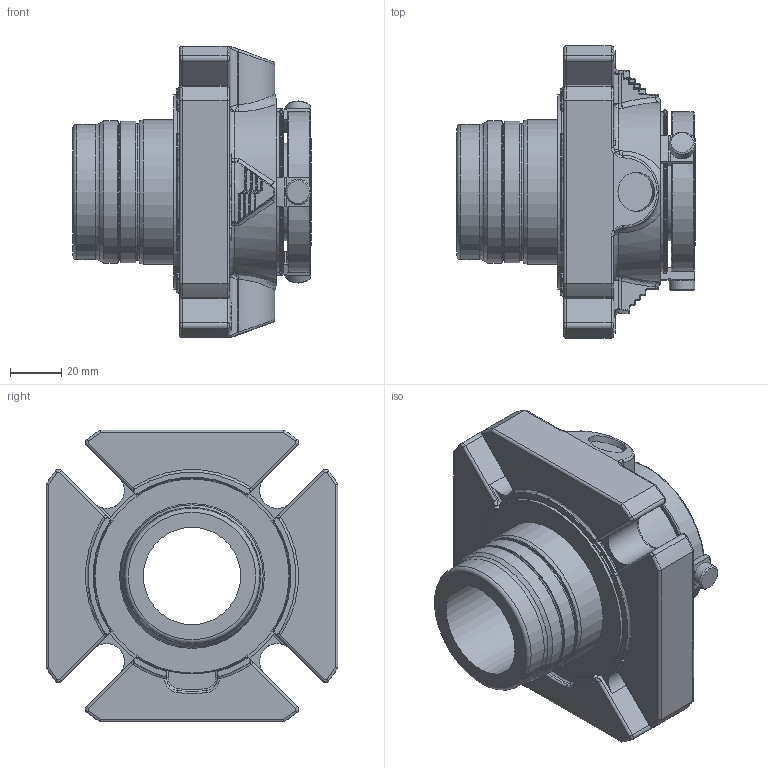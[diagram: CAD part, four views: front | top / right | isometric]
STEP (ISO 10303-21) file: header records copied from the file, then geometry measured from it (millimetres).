
FILE_DESCRIPTION(/* description */ ('Unknown'),/* implementation_level */ '2;1');
FILE_NAME(/* name */ '1.5',/* time_stamp */ '2023-01-30T12:45:47+00:00',/* author */ ('Unknown'),/* organization */ ('Unknown'),/* preprocessor_version */ 'ST-DEVELOPER v16.7',/* originating_system */ 'Solid Edge',/* authorisation */ 'Unknown');
FILE_SCHEMA (('AUTOMOTIVE_DESIGN {1 0 10303 214 3 1 1}'));
Length unit declared in the file: millimetre
Products named in the file (1): 1.5
Bounding box: 93.24 x 114.3 x 114.3 mm (x, y, z)
Volume: 343986 mm3; surface area: 66968.4 mm2
Topology: 1 solids, 1 shells, 1015 faces, 2576 edges, 1589 vertices
Faces by surface type: cylinder 361, plane 300, bspline 167, torus 120, sphere 35, cone 32
Full cylindrical faces by diameter (mm): 4.837 x2, 10 x3, 15.342 x2, 38.1 x1, 38.202 x1, 42.393 x1, 52.934 x1, 53.594 x2, 55.575 x1, 55.677 x1, 56.693 x1, 62.992 x3, 64.516 x1, 73.05 x1, 75.997 x1, 76 x1, 76.403 x1, 76.657 x1
Entity records: 33312 total; most frequent: CARTESIAN_POINT 9914, ORIENTED_EDGE 4972, DIRECTION 4729, EDGE_CURVE 2486, AXIS2_PLACEMENT_3D 1798, VERTEX_POINT 1568, LINE 1133, VECTOR 1133
